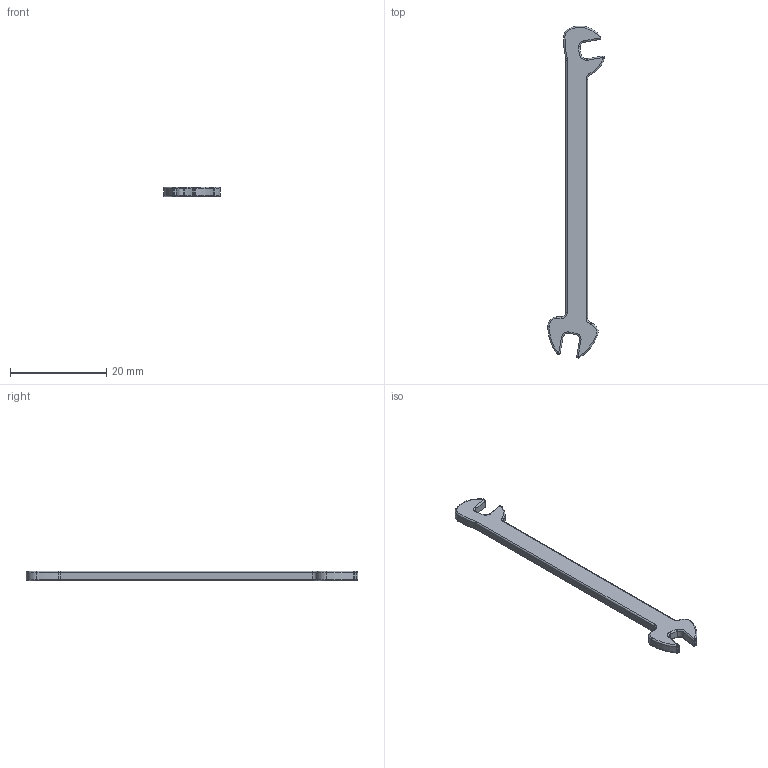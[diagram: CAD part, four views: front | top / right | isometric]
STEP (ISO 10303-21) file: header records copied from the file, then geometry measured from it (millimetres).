
FILE_DESCRIPTION (( 'STEP AP203' ), '1' );
FILE_NAME ('INGUN_GS-810_SW_3.5.STEP', '2022-03-10T09:18:51', ( 'ochi' ), ( '' ), 'SwSTEP 2.0', 'SolidWorks 2018', '' );
FILE_SCHEMA (( 'CONFIG_CONTROL_DESIGN' ));
Length unit declared in the file: millimetre
Products named in the file (1): INGUN_GS-810_SW_3.5
Bounding box: 11.79 x 69.08 x 2 mm (x, y, z)
Volume: 671.3 mm3; surface area: 974.6 mm2
Topology: 1 solids, 1 shells, 127 faces, 291 edges, 160 vertices
Faces by surface type: cylinder 51, torus 44, sphere 20, plane 12
Entity records: 3560 total; most frequent: DIRECTION 733, CARTESIAN_POINT 561, ORIENTED_EDGE 558, AXIS2_PLACEMENT_3D 326, EDGE_CURVE 279, CIRCLE 198, VERTEX_POINT 154, ADVANCED_FACE 127
